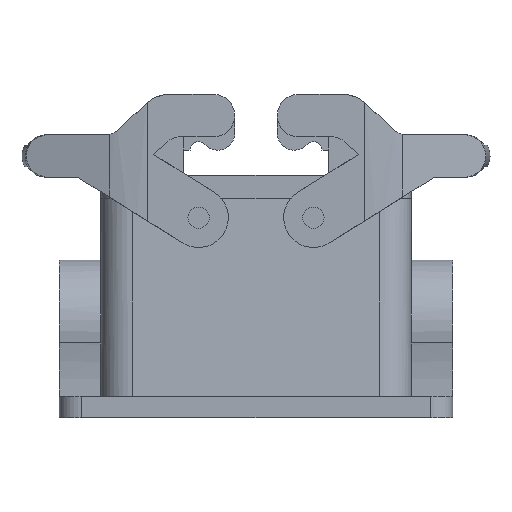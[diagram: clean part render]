
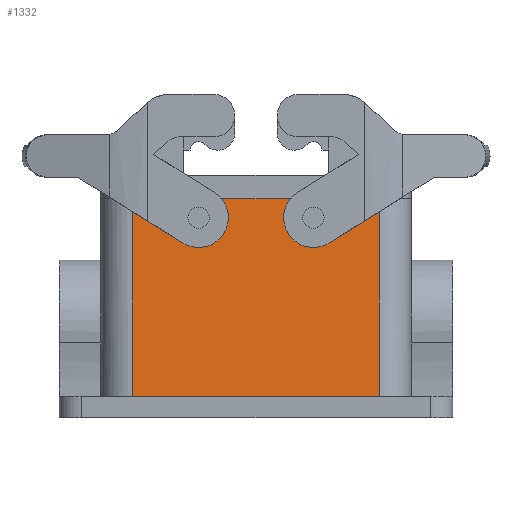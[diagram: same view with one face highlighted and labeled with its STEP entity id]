
A CAD part, left-side view. The second image highlights one B-rep face of the part: STEP entity #1332.
In plain terms, the highlighted planar face has unit normal (-0.999, 0, 0.044).
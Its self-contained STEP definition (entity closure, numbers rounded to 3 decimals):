
#1246=AXIS2_PLACEMENT_3D('Plane Axis2P3D',#1243,#1244,#1245) ;
#811=CARTESIAN_POINT('Vertex',(4.97,26.,5.)) ;
#814=CARTESIAN_POINT('Line Origine',(4.97,55.,5.)) ;
#818=CARTESIAN_POINT('Vertex',(4.97,84.,5.)) ;
#1178=CARTESIAN_POINT('Line Origine',(5.927,84.,26.914)) ;
#1182=CARTESIAN_POINT('Vertex',(7.,84.,51.5)) ;
#1243=CARTESIAN_POINT('Axis2P3D Location',(7.,55.,51.5)) ;
#1248=CARTESIAN_POINT('Line Origine',(5.919,26.,26.75)) ;
#1252=CARTESIAN_POINT('Vertex',(7.,26.,51.5)) ;
#1255=CARTESIAN_POINT('Line Origine',(7.,55.,51.5)) ;
#1267=CARTESIAN_POINT('Control Point',(6.762,66.745,46.041)) ;
#1268=CARTESIAN_POINT('Control Point',(6.738,67.039,45.502)) ;
#1269=CARTESIAN_POINT('Control Point',(6.72,67.541,45.076)) ;
#1270=CARTESIAN_POINT('Control Point',(6.711,68.193,44.872)) ;
#1271=CARTESIAN_POINT('Control Point',(6.716,69.533,45.005)) ;
#1272=CARTESIAN_POINT('Control Point',(6.761,70.43,46.02)) ;
#1273=CARTESIAN_POINT('Control Point',(6.791,70.645,46.708)) ;
#1274=CARTESIAN_POINT('Control Point',(6.821,70.563,47.395)) ;
#1275=CARTESIAN_POINT('Control Point',(6.845,70.255,47.959)) ;
#1276=CARTESIAN_POINT('Vertex',(6.762,66.745,46.041)) ;
#1278=CARTESIAN_POINT('Vertex',(6.845,70.255,47.959)) ;
#1282=CARTESIAN_POINT('Control Point',(6.845,70.255,47.959)) ;
#1283=CARTESIAN_POINT('Control Point',(6.867,69.986,48.451)) ;
#1284=CARTESIAN_POINT('Control Point',(6.884,69.545,48.849)) ;
#1285=CARTESIAN_POINT('Control Point',(6.894,68.974,49.07)) ;
#1286=CARTESIAN_POINT('Control Point',(6.894,67.982,49.076)) ;
#1287=CARTESIAN_POINT('Control Point',(6.872,67.169,48.564)) ;
#1288=CARTESIAN_POINT('Control Point',(6.86,66.899,48.286)) ;
#1289=CARTESIAN_POINT('Control Point',(6.833,66.536,47.671)) ;
#1290=CARTESIAN_POINT('Control Point',(6.802,66.461,46.965)) ;
#1291=CARTESIAN_POINT('Control Point',(6.788,66.493,46.636)) ;
#1292=CARTESIAN_POINT('Control Point',(6.774,66.591,46.323)) ;
#1293=CARTESIAN_POINT('Control Point',(6.762,66.745,46.041)) ;
#1300=CARTESIAN_POINT('Control Point',(6.845,39.745,47.959)) ;
#1301=CARTESIAN_POINT('Control Point',(6.867,40.014,48.451)) ;
#1302=CARTESIAN_POINT('Control Point',(6.884,40.455,48.849)) ;
#1303=CARTESIAN_POINT('Control Point',(6.894,41.026,49.07)) ;
#1304=CARTESIAN_POINT('Control Point',(6.894,42.018,49.076)) ;
#1305=CARTESIAN_POINT('Control Point',(6.872,42.831,48.564)) ;
#1306=CARTESIAN_POINT('Control Point',(6.86,43.101,48.286)) ;
#1307=CARTESIAN_POINT('Control Point',(6.833,43.464,47.671)) ;
#1308=CARTESIAN_POINT('Control Point',(6.802,43.539,46.965)) ;
#1309=CARTESIAN_POINT('Control Point',(6.788,43.507,46.636)) ;
#1310=CARTESIAN_POINT('Control Point',(6.774,43.409,46.323)) ;
#1311=CARTESIAN_POINT('Control Point',(6.762,43.255,46.041)) ;
#1312=CARTESIAN_POINT('Vertex',(6.845,39.745,47.959)) ;
#1314=CARTESIAN_POINT('Vertex',(6.762,43.255,46.041)) ;
#1318=CARTESIAN_POINT('Control Point',(6.762,43.255,46.041)) ;
#1319=CARTESIAN_POINT('Control Point',(6.738,42.961,45.502)) ;
#1320=CARTESIAN_POINT('Control Point',(6.72,42.459,45.076)) ;
#1321=CARTESIAN_POINT('Control Point',(6.711,41.807,44.872)) ;
#1322=CARTESIAN_POINT('Control Point',(6.716,40.467,45.005)) ;
#1323=CARTESIAN_POINT('Control Point',(6.761,39.57,46.02)) ;
#1324=CARTESIAN_POINT('Control Point',(6.791,39.355,46.708)) ;
#1325=CARTESIAN_POINT('Control Point',(6.821,39.437,47.395)) ;
#1326=CARTESIAN_POINT('Control Point',(6.845,39.745,47.959)) ;
#815=DIRECTION('Vector Direction',(0.,1.,0.)) ;
#1179=DIRECTION('Vector Direction',(0.044,0.,0.999)) ;
#1244=DIRECTION('Axis2P3D Direction',(-0.999,0.,0.044)) ;
#1245=DIRECTION('Axis2P3D XDirection',(0.,1.,0.)) ;
#1249=DIRECTION('Vector Direction',(-0.044,0.,-0.999)) ;
#1256=DIRECTION('Vector Direction',(0.,1.,0.)) ;
#816=VECTOR('Line Direction',#815,1.) ;
#1180=VECTOR('Line Direction',#1179,1.) ;
#1250=VECTOR('Line Direction',#1249,1.) ;
#1257=VECTOR('Line Direction',#1256,1.) ;
#1261=ORIENTED_EDGE('',*,*,#1254,.F.) ;
#1262=ORIENTED_EDGE('',*,*,#1259,.T.) ;
#1263=ORIENTED_EDGE('',*,*,#1184,.F.) ;
#1264=ORIENTED_EDGE('',*,*,#820,.F.) ;
#1296=ORIENTED_EDGE('',*,*,#1280,.T.) ;
#1297=ORIENTED_EDGE('',*,*,#1294,.T.) ;
#1329=ORIENTED_EDGE('',*,*,#1316,.F.) ;
#1330=ORIENTED_EDGE('',*,*,#1327,.F.) ;
#1298=FACE_BOUND('',#1295,.T.) ;
#1331=FACE_BOUND('',#1328,.T.) ;
#1332=ADVANCED_FACE('Hauptk\X2\00F6\X0\rper',(#1265,#1298,#1331),#1247,.T.) ;
#1266=B_SPLINE_CURVE_WITH_KNOTS('',5,(#1267,#1268,#1269,#1270,#1271,#1272,#1273,#1274,#1275),.UNSPECIFIED.,.F.,.U.,(6,3,6),(8.89,13.235,17.78),.UNSPECIFIED.) ;
#1281=B_SPLINE_CURVE_WITH_KNOTS('',5,(#1282,#1283,#1284,#1285,#1286,#1287,#1288,#1289,#1290,#1291,#1292,#1293),.UNSPECIFIED.,.F.,.U.,(6,3,3,6),(0.,3.968,6.615,8.89),.UNSPECIFIED.) ;
#1299=B_SPLINE_CURVE_WITH_KNOTS('',5,(#1300,#1301,#1302,#1303,#1304,#1305,#1306,#1307,#1308,#1309,#1310,#1311),.UNSPECIFIED.,.F.,.U.,(6,3,3,6),(0.,3.968,6.615,8.89),.UNSPECIFIED.) ;
#1317=B_SPLINE_CURVE_WITH_KNOTS('',5,(#1318,#1319,#1320,#1321,#1322,#1323,#1324,#1325,#1326),.UNSPECIFIED.,.F.,.U.,(6,3,6),(8.89,13.235,17.78),.UNSPECIFIED.) ;
#820=EDGE_CURVE('',#812,#819,#817,.T.) ;
#1184=EDGE_CURVE('',#819,#1183,#1181,.T.) ;
#1254=EDGE_CURVE('',#1253,#812,#1251,.T.) ;
#1259=EDGE_CURVE('',#1253,#1183,#1258,.T.) ;
#1280=EDGE_CURVE('',#1277,#1279,#1266,.T.) ;
#1294=EDGE_CURVE('',#1279,#1277,#1281,.T.) ;
#1316=EDGE_CURVE('',#1313,#1315,#1299,.T.) ;
#1327=EDGE_CURVE('',#1315,#1313,#1317,.T.) ;
#1260=EDGE_LOOP('',(#1261,#1262,#1263,#1264)) ;
#1295=EDGE_LOOP('',(#1296,#1297)) ;
#1328=EDGE_LOOP('',(#1329,#1330)) ;
#1265=FACE_OUTER_BOUND('',#1260,.T.) ;
#817=LINE('Line',#814,#816) ;
#1181=LINE('Line',#1178,#1180) ;
#1251=LINE('Line',#1248,#1250) ;
#1258=LINE('Line',#1255,#1257) ;
#1247=PLANE('',#1246) ;
#812=VERTEX_POINT('',#811) ;
#819=VERTEX_POINT('',#818) ;
#1183=VERTEX_POINT('',#1182) ;
#1253=VERTEX_POINT('',#1252) ;
#1277=VERTEX_POINT('',#1276) ;
#1279=VERTEX_POINT('',#1278) ;
#1313=VERTEX_POINT('',#1312) ;
#1315=VERTEX_POINT('',#1314) ;
